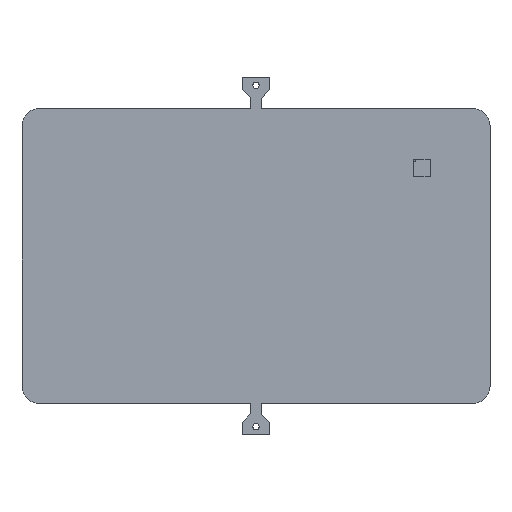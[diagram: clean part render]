
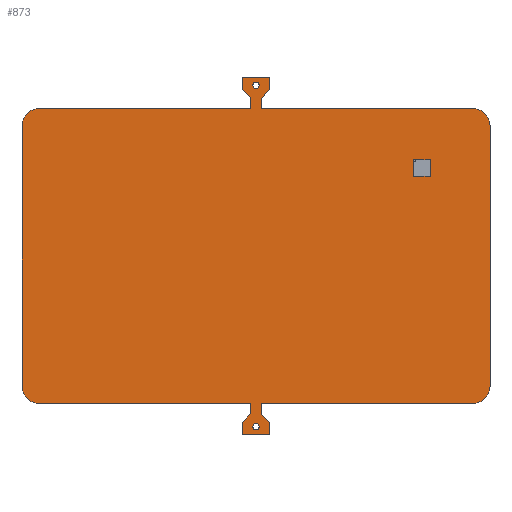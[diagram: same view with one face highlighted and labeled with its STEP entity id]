
A CAD part, top view. The second image highlights one B-rep face of the part: STEP entity #873.
In plain terms, the highlighted planar face has unit normal (0, 0, 1).
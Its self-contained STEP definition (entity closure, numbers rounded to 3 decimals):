
#24 = VERTEX_POINT('',#25);
#25 = CARTESIAN_POINT('',(40.3,-5.725,0.));
#31 = EDGE_CURVE('',#24,#32,#34,.T.);
#32 = VERTEX_POINT('',#33);
#33 = CARTESIAN_POINT('',(40.3,-3.395,0.));
#34 = LINE('',#35,#36);
#35 = CARTESIAN_POINT('',(40.3,-5.725,0.));
#36 = VECTOR('',#37,1.);
#37 = DIRECTION('',(0.,1.,0.));
#62 = EDGE_CURVE('',#32,#63,#65,.T.);
#63 = VERTEX_POINT('',#64);
#64 = CARTESIAN_POINT('',(41.8,-1.895,0.));
#65 = LINE('',#66,#67);
#66 = CARTESIAN_POINT('',(40.3,-3.395,0.));
#67 = VECTOR('',#68,1.);
#68 = DIRECTION('',(0.707,0.707,0.));
#93 = EDGE_CURVE('',#63,#94,#96,.T.);
#94 = VERTEX_POINT('',#95);
#95 = CARTESIAN_POINT('',(41.8,0.,0.));
#96 = LINE('',#97,#98);
#97 = CARTESIAN_POINT('',(41.8,-1.895,0.));
#98 = VECTOR('',#99,1.);
#99 = DIRECTION('',(0.,1.,0.));
#124 = EDGE_CURVE('',#94,#125,#127,.T.);
#125 = VERTEX_POINT('',#126);
#126 = CARTESIAN_POINT('',(3.18,0.,0.));
#127 = LINE('',#128,#129);
#128 = CARTESIAN_POINT('',(41.8,0.,0.));
#129 = VECTOR('',#130,1.);
#130 = DIRECTION('',(-1.,0.,0.));
#155 = EDGE_CURVE('',#125,#156,#158,.T.);
#156 = VERTEX_POINT('',#157);
#157 = CARTESIAN_POINT('',(0.,3.18,0.));
#158 = CIRCLE('',#159,3.179);
#159 = AXIS2_PLACEMENT_3D('',#160,#161,#162);
#160 = CARTESIAN_POINT('',(3.179,3.179,0.));
#161 = DIRECTION('',(0.,0.,-1.));
#162 = DIRECTION('',(0.,-1.,0.));
#188 = EDGE_CURVE('',#156,#189,#191,.T.);
#189 = VERTEX_POINT('',#190);
#190 = CARTESIAN_POINT('',(0.,50.8,0.)
  );
#191 = LINE('',#192,#193);
#192 = CARTESIAN_POINT('',(0.,3.18,0.));
#193 = VECTOR('',#194,1.);
#194 = DIRECTION('',(0.,1.,0.));
#219 = EDGE_CURVE('',#189,#220,#222,.T.);
#220 = VERTEX_POINT('',#221);
#221 = CARTESIAN_POINT('',(3.18,53.98,0.));
#222 = CIRCLE('',#223,3.179);
#223 = AXIS2_PLACEMENT_3D('',#224,#225,#226);
#224 = CARTESIAN_POINT('',(3.179,50.801,0.));
#225 = DIRECTION('',(0.,0.,-1.));
#226 = DIRECTION('',(-1.,0.,0.));
#252 = EDGE_CURVE('',#220,#253,#255,.T.);
#253 = VERTEX_POINT('',#254);
#254 = CARTESIAN_POINT('',(41.8,53.98,0.));
#255 = LINE('',#256,#257);
#256 = CARTESIAN_POINT('',(3.18,53.98,0.));
#257 = VECTOR('',#258,1.);
#258 = DIRECTION('',(1.,0.,0.));
#283 = EDGE_CURVE('',#253,#284,#286,.T.);
#284 = VERTEX_POINT('',#285);
#285 = CARTESIAN_POINT('',(41.8,56.,0.));
#286 = LINE('',#287,#288);
#287 = CARTESIAN_POINT('',(41.8,53.98,0.));
#288 = VECTOR('',#289,1.);
#289 = DIRECTION('',(0.,1.,0.));
#314 = EDGE_CURVE('',#284,#315,#317,.T.);
#315 = VERTEX_POINT('',#316);
#316 = CARTESIAN_POINT('',(40.3,57.5,0.));
#317 = LINE('',#318,#319);
#318 = CARTESIAN_POINT('',(41.8,56.,0.));
#319 = VECTOR('',#320,1.);
#320 = DIRECTION('',(-0.707,0.707,0.));
#345 = EDGE_CURVE('',#315,#346,#348,.T.);
#346 = VERTEX_POINT('',#347);
#347 = CARTESIAN_POINT('',(40.3,59.705,0.));
#348 = LINE('',#349,#350);
#349 = CARTESIAN_POINT('',(40.3,57.5,0.));
#350 = VECTOR('',#351,1.);
#351 = DIRECTION('',(0.,1.,0.));
#376 = EDGE_CURVE('',#346,#377,#379,.T.);
#377 = VERTEX_POINT('',#378);
#378 = CARTESIAN_POINT('',(45.3,59.705,0.));
#379 = LINE('',#380,#381);
#380 = CARTESIAN_POINT('',(40.3,59.705,0.));
#381 = VECTOR('',#382,1.);
#382 = DIRECTION('',(1.,0.,0.));
#407 = EDGE_CURVE('',#377,#408,#410,.T.);
#408 = VERTEX_POINT('',#409);
#409 = CARTESIAN_POINT('',(45.3,57.375,0.));
#410 = LINE('',#411,#412);
#411 = CARTESIAN_POINT('',(45.3,59.705,0.));
#412 = VECTOR('',#413,1.);
#413 = DIRECTION('',(0.,-1.,0.));
#438 = EDGE_CURVE('',#408,#439,#441,.T.);
#439 = VERTEX_POINT('',#440);
#440 = CARTESIAN_POINT('',(43.8,55.875,0.));
#441 = LINE('',#442,#443);
#442 = CARTESIAN_POINT('',(45.3,57.375,0.));
#443 = VECTOR('',#444,1.);
#444 = DIRECTION('',(-0.707,-0.707,0.));
#469 = EDGE_CURVE('',#439,#470,#472,.T.);
#470 = VERTEX_POINT('',#471);
#471 = CARTESIAN_POINT('',(43.8,53.98,0.));
#472 = LINE('',#473,#474);
#473 = CARTESIAN_POINT('',(43.8,55.875,0.));
#474 = VECTOR('',#475,1.);
#475 = DIRECTION('',(0.,-1.,0.));
#500 = EDGE_CURVE('',#470,#501,#503,.T.);
#501 = VERTEX_POINT('',#502);
#502 = CARTESIAN_POINT('',(82.42,53.98,0.));
#503 = LINE('',#504,#505);
#504 = CARTESIAN_POINT('',(43.8,53.98,0.));
#505 = VECTOR('',#506,1.);
#506 = DIRECTION('',(1.,0.,0.));
#531 = EDGE_CURVE('',#501,#532,#534,.T.);
#532 = VERTEX_POINT('',#533);
#533 = CARTESIAN_POINT('',(85.6,50.8,0.));
#534 = CIRCLE('',#535,3.179);
#535 = AXIS2_PLACEMENT_3D('',#536,#537,#538);
#536 = CARTESIAN_POINT('',(82.421,50.801,0.));
#537 = DIRECTION('',(0.,0.,-1.));
#538 = DIRECTION('',(0.,1.,0.));
#564 = EDGE_CURVE('',#532,#565,#567,.T.);
#565 = VERTEX_POINT('',#566);
#566 = CARTESIAN_POINT('',(85.6,3.18,0.));
#567 = LINE('',#568,#569);
#568 = CARTESIAN_POINT('',(85.6,50.8,0.));
#569 = VECTOR('',#570,1.);
#570 = DIRECTION('',(0.,-1.,0.));
#595 = EDGE_CURVE('',#565,#596,#598,.T.);
#596 = VERTEX_POINT('',#597);
#597 = CARTESIAN_POINT('',(82.42,0.,0.)
  );
#598 = CIRCLE('',#599,3.179);
#599 = AXIS2_PLACEMENT_3D('',#600,#601,#602);
#600 = CARTESIAN_POINT('',(82.421,3.179,0.));
#601 = DIRECTION('',(0.,0.,-1.));
#602 = DIRECTION('',(1.,0.,0.));
#628 = EDGE_CURVE('',#596,#629,#631,.T.);
#629 = VERTEX_POINT('',#630);
#630 = CARTESIAN_POINT('',(43.8,0.,0.));
#631 = LINE('',#632,#633);
#632 = CARTESIAN_POINT('',(82.42,0.,0.));
#633 = VECTOR('',#634,1.);
#634 = DIRECTION('',(-1.,0.,0.));
#659 = EDGE_CURVE('',#629,#660,#662,.T.);
#660 = VERTEX_POINT('',#661);
#661 = CARTESIAN_POINT('',(43.8,-2.02,0.));
#662 = LINE('',#663,#664);
#663 = CARTESIAN_POINT('',(43.8,0.,0.));
#664 = VECTOR('',#665,1.);
#665 = DIRECTION('',(0.,-1.,0.));
#690 = EDGE_CURVE('',#660,#691,#693,.T.);
#691 = VERTEX_POINT('',#692);
#692 = CARTESIAN_POINT('',(45.3,-3.52,0.));
#693 = LINE('',#694,#695);
#694 = CARTESIAN_POINT('',(43.8,-2.02,0.));
#695 = VECTOR('',#696,1.);
#696 = DIRECTION('',(0.707,-0.707,0.));
#721 = EDGE_CURVE('',#691,#722,#724,.T.);
#722 = VERTEX_POINT('',#723);
#723 = CARTESIAN_POINT('',(45.3,-5.725,0.));
#724 = LINE('',#725,#726);
#725 = CARTESIAN_POINT('',(45.3,-3.52,0.));
#726 = VECTOR('',#727,1.);
#727 = DIRECTION('',(0.,-1.,0.));
#752 = EDGE_CURVE('',#722,#24,#753,.T.);
#753 = LINE('',#754,#755);
#754 = CARTESIAN_POINT('',(45.3,-5.725,0.));
#755 = VECTOR('',#756,1.);
#756 = DIRECTION('',(-1.,0.,0.));
#776 = VERTEX_POINT('',#777);
#777 = CARTESIAN_POINT('',(43.376,58.205,0.));
#783 = EDGE_CURVE('',#776,#776,#784,.T.);
#784 = CIRCLE('',#785,0.576);
#785 = AXIS2_PLACEMENT_3D('',#786,#787,#788);
#786 = CARTESIAN_POINT('',(42.8,58.205,0.));
#787 = DIRECTION('',(0.,0.,1.));
#788 = DIRECTION('',(1.,0.,0.));
#809 = VERTEX_POINT('',#810);
#810 = CARTESIAN_POINT('',(43.376,-4.225,0.));
#816 = EDGE_CURVE('',#809,#809,#817,.T.);
#817 = CIRCLE('',#818,0.576);
#818 = AXIS2_PLACEMENT_3D('',#819,#820,#821);
#819 = CARTESIAN_POINT('',(42.8,-4.225,0.));
#820 = DIRECTION('',(0.,0.,1.));
#821 = DIRECTION('',(1.,0.,0.));
#873 = ADVANCED_FACE('',(#874,#900,#903),#906,.T.);
#874 = FACE_BOUND('',#875,.F.);
#875 = EDGE_LOOP('',(#876,#877,#878,#879,#880,#881,#882,#883,#884,#885,
    #886,#887,#888,#889,#890,#891,#892,#893,#894,#895,#896,#897,#898,
    #899));
#876 = ORIENTED_EDGE('',*,*,#31,.T.);
#877 = ORIENTED_EDGE('',*,*,#62,.T.);
#878 = ORIENTED_EDGE('',*,*,#93,.T.);
#879 = ORIENTED_EDGE('',*,*,#124,.T.);
#880 = ORIENTED_EDGE('',*,*,#155,.T.);
#881 = ORIENTED_EDGE('',*,*,#188,.T.);
#882 = ORIENTED_EDGE('',*,*,#219,.T.);
#883 = ORIENTED_EDGE('',*,*,#252,.T.);
#884 = ORIENTED_EDGE('',*,*,#283,.T.);
#885 = ORIENTED_EDGE('',*,*,#314,.T.);
#886 = ORIENTED_EDGE('',*,*,#345,.T.);
#887 = ORIENTED_EDGE('',*,*,#376,.T.);
#888 = ORIENTED_EDGE('',*,*,#407,.T.);
#889 = ORIENTED_EDGE('',*,*,#438,.T.);
#890 = ORIENTED_EDGE('',*,*,#469,.T.);
#891 = ORIENTED_EDGE('',*,*,#500,.T.);
#892 = ORIENTED_EDGE('',*,*,#531,.T.);
#893 = ORIENTED_EDGE('',*,*,#564,.T.);
#894 = ORIENTED_EDGE('',*,*,#595,.T.);
#895 = ORIENTED_EDGE('',*,*,#628,.T.);
#896 = ORIENTED_EDGE('',*,*,#659,.T.);
#897 = ORIENTED_EDGE('',*,*,#690,.T.);
#898 = ORIENTED_EDGE('',*,*,#721,.T.);
#899 = ORIENTED_EDGE('',*,*,#752,.T.);
#900 = FACE_BOUND('',#901,.T.);
#901 = EDGE_LOOP('',(#902));
#902 = ORIENTED_EDGE('',*,*,#783,.F.);
#903 = FACE_BOUND('',#904,.T.);
#904 = EDGE_LOOP('',(#905));
#905 = ORIENTED_EDGE('',*,*,#816,.F.);
#906 = PLANE('',#907);
#907 = AXIS2_PLACEMENT_3D('',#908,#909,#910);
#908 = CARTESIAN_POINT('',(40.3,-5.725,0.));
#909 = DIRECTION('',(0.,0.,1.));
#910 = DIRECTION('',(1.,0.,0.));
